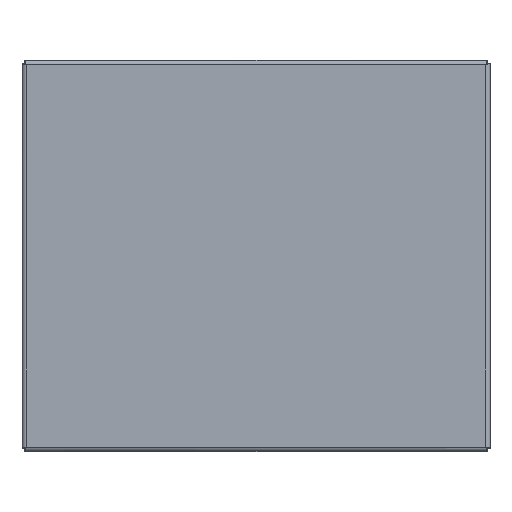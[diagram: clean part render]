
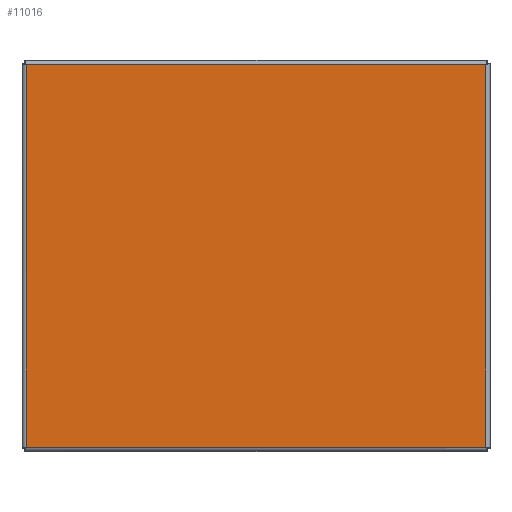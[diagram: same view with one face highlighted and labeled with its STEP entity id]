
A CAD part, top view. The second image highlights one B-rep face of the part: STEP entity #11016.
In plain terms, the highlighted planar face has unit normal (0, 0, 1).
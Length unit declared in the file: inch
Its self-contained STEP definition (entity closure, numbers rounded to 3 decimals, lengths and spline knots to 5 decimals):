
#194 = ORIENTED_EDGE ( 'NONE', *, *, #10473, .T. ) ;
#403 = LINE ( 'NONE', #704, #5102 ) ;
#455 = CARTESIAN_POINT ( 'NONE',  ( 7.54112, 12.01975, 0.074 ) ) ;
#629 = VERTEX_POINT ( 'NONE', #8891 ) ;
#704 = CARTESIAN_POINT ( 'NONE',  ( 2.58387, 0.10525, 0.074 ) ) ;
#774 = VERTEX_POINT ( 'NONE', #7280 ) ;
#1080 = EDGE_CURVE ( 'NONE', #1261, #629, #9832, .T. ) ;
#1261 = VERTEX_POINT ( 'NONE', #10721 ) ;
#1455 = DIRECTION ( 'NONE',  ( -1., 0., 0. ) ) ;
#3057 = FACE_OUTER_BOUND ( 'NONE', #6213, .T. ) ;
#3367 = EDGE_CURVE ( 'NONE', #629, #4925, #3582, .T. ) ;
#3582 = LINE ( 'NONE', #5606, #8505 ) ;
#3890 = VECTOR ( 'NONE', #5254, 39.37008 ) ;
#4236 = CARTESIAN_POINT ( 'NONE',  ( 5.0625, 6.0625, 0.074 ) ) ;
#4333 = ORIENTED_EDGE ( 'NONE', *, *, #9273, .T. ) ;
#4925 = VERTEX_POINT ( 'NONE', #12009 ) ;
#5097 = PLANE ( 'NONE',  #6715 ) ;
#5102 = VECTOR ( 'NONE', #6289, 39.37008 ) ;
#5129 = DIRECTION ( 'NONE',  ( 1., 0., 0. ) ) ;
#5254 = DIRECTION ( 'NONE',  ( 0., 1., 0. ) ) ;
#5558 = DIRECTION ( 'NONE',  ( 0., -1., 0. ) ) ;
#5606 = CARTESIAN_POINT ( 'NONE',  ( 0.10525, 9.04112, 0.074 ) ) ;
#6213 = EDGE_LOOP ( 'NONE', ( #4333, #10023, #11263, #194 ) ) ;
#6289 = DIRECTION ( 'NONE',  ( 1., 0., 0. ) ) ;
#6343 = LINE ( 'NONE', #10870, #3890 ) ;
#6715 = AXIS2_PLACEMENT_3D ( 'NONE', #4236, #10755, #5129 ) ;
#7280 = CARTESIAN_POINT ( 'NONE',  ( 10.01975, 0.10525, 0.074 ) ) ;
#7342 = VECTOR ( 'NONE', #1455, 39.37008 ) ;
#8505 = VECTOR ( 'NONE', #5558, 39.37008 ) ;
#8891 = CARTESIAN_POINT ( 'NONE',  ( 0.10525, 12.01975, 0.074 ) ) ;
#9273 = EDGE_CURVE ( 'NONE', #774, #1261, #6343, .T. ) ;
#9832 = LINE ( 'NONE', #455, #7342 ) ;
#10023 = ORIENTED_EDGE ( 'NONE', *, *, #1080, .T. ) ;
#10473 = EDGE_CURVE ( 'NONE', #4925, #774, #403, .T. ) ;
#10721 = CARTESIAN_POINT ( 'NONE',  ( 10.01975, 12.01975, 0.074 ) ) ;
#10755 = DIRECTION ( 'NONE',  ( 0., 0., 1. ) ) ;
#10870 = CARTESIAN_POINT ( 'NONE',  ( 10.01975, 3.08387, 0.074 ) ) ;
#11016 = ADVANCED_FACE ( 'NONE', ( #3057 ), #5097, .T. ) ;
#11263 = ORIENTED_EDGE ( 'NONE', *, *, #3367, .T. ) ;
#12009 = CARTESIAN_POINT ( 'NONE',  ( 0.10525, 0.10525, 0.074 ) ) ;
